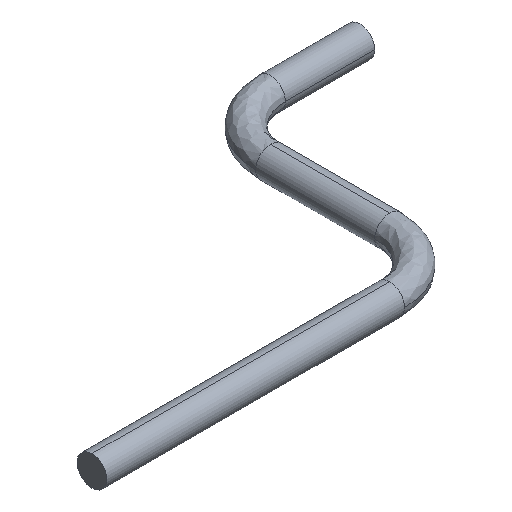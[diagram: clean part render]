
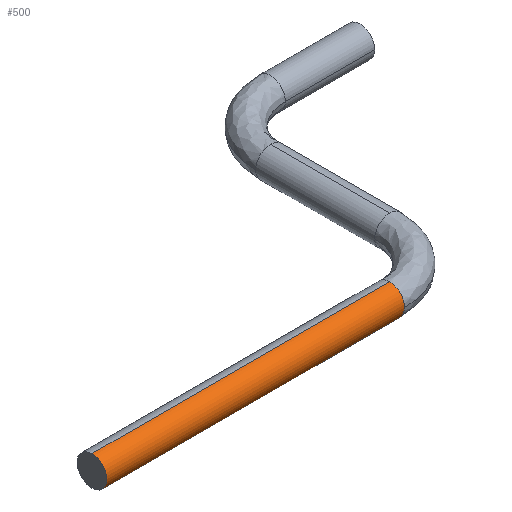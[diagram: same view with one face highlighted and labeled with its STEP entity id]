
A CAD part, isometric view. The second image highlights one B-rep face of the part: STEP entity #500.
In plain terms, the highlighted cylindrical face has radius 2.5 mm (diameter 5 mm), a partial arc.
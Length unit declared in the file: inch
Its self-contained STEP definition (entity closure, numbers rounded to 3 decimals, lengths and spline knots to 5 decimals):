
#4 = DIRECTION ( 'NONE',  ( 0., 0., -1. ) ) ;
#5 = VERTEX_POINT ( 'NONE', #203 ) ;
#16 = CARTESIAN_POINT ( 'NONE',  ( 0., 0., -0.09843 ) ) ;
#17 = AXIS2_PLACEMENT_3D ( 'NONE', #51, #414, #111 ) ;
#27 = ORIENTED_EDGE ( 'NONE', *, *, #502, .T. ) ;
#33 = FACE_OUTER_BOUND ( 'NONE', #60, .T. ) ;
#46 = CARTESIAN_POINT ( 'NONE',  ( 1.9685, 0., -0.09843 ) ) ;
#51 = CARTESIAN_POINT ( 'NONE',  ( 0., 0., 0. ) ) ;
#55 = AXIS2_PLACEMENT_3D ( 'NONE', #635, #310, #4 ) ;
#60 = EDGE_LOOP ( 'NONE', ( #142, #64, #92, #27, #177 ) ) ;
#64 = ORIENTED_EDGE ( 'NONE', *, *, #398, .T. ) ;
#86 = VECTOR ( 'NONE', #173, 39.37008 ) ;
#92 = ORIENTED_EDGE ( 'NONE', *, *, #496, .T. ) ;
#111 = DIRECTION ( 'NONE',  ( 0., 0., -1. ) ) ;
#114 = CYLINDRICAL_SURFACE ( 'NONE', #532, 0.09843 ) ;
#142 = ORIENTED_EDGE ( 'NONE', *, *, #612, .F. ) ;
#173 = DIRECTION ( 'NONE',  ( 1., 0., 0. ) ) ;
#177 = ORIENTED_EDGE ( 'NONE', *, *, #430, .T. ) ;
#203 = CARTESIAN_POINT ( 'NONE',  ( 1.9685, 0., 0.09843 ) ) ;
#207 = CARTESIAN_POINT ( 'NONE',  ( 0., 0., 0.09843 ) ) ;
#246 = CIRCLE ( 'NONE', #499, 0.09843 ) ;
#249 = CIRCLE ( 'NONE', #55, 0.09843 ) ;
#282 = DIRECTION ( 'NONE',  ( -1., 0., 0. ) ) ;
#304 = CARTESIAN_POINT ( 'NONE',  ( 0., 0., -0.09843 ) ) ;
#310 = DIRECTION ( 'NONE',  ( -1., 0., 0. ) ) ;
#354 = LINE ( 'NONE', #489, #86 ) ;
#388 = DIRECTION ( 'NONE',  ( 0., 0., -1. ) ) ;
#390 = VERTEX_POINT ( 'NONE', #46 ) ;
#398 = EDGE_CURVE ( 'NONE', #400, #615, #531, .T. ) ;
#400 = VERTEX_POINT ( 'NONE', #207 ) ;
#414 = DIRECTION ( 'NONE',  ( 1., 0., 0. ) ) ;
#430 = EDGE_CURVE ( 'NONE', #456, #5, #249, .T. ) ;
#452 = LINE ( 'NONE', #304, #596 ) ;
#456 = VERTEX_POINT ( 'NONE', #523 ) ;
#470 = DIRECTION ( 'NONE',  ( 1., 0., 0. ) ) ;
#489 = CARTESIAN_POINT ( 'NONE',  ( 0., 0., 0.09843 ) ) ;
#496 = EDGE_CURVE ( 'NONE', #615, #390, #452, .T. ) ;
#499 = AXIS2_PLACEMENT_3D ( 'NONE', #604, #282, #658 ) ;
#500 = ADVANCED_FACE ( 'NONE', ( #33 ), #114, .T. ) ;
#502 = EDGE_CURVE ( 'NONE', #390, #456, #246, .T. ) ;
#516 = CARTESIAN_POINT ( 'NONE',  ( 0., 0., 0. ) ) ;
#523 = CARTESIAN_POINT ( 'NONE',  ( 1.9685, -0.09843, 0. ) ) ;
#531 = CIRCLE ( 'NONE', #17, 0.09843 ) ;
#532 = AXIS2_PLACEMENT_3D ( 'NONE', #516, #470, #388 ) ;
#596 = VECTOR ( 'NONE', #626, 39.37008 ) ;
#604 = CARTESIAN_POINT ( 'NONE',  ( 1.9685, 0., 0. ) ) ;
#612 = EDGE_CURVE ( 'NONE', #400, #5, #354, .T. ) ;
#615 = VERTEX_POINT ( 'NONE', #16 ) ;
#626 = DIRECTION ( 'NONE',  ( 1., 0., 0. ) ) ;
#635 = CARTESIAN_POINT ( 'NONE',  ( 1.9685, 0., 0. ) ) ;
#658 = DIRECTION ( 'NONE',  ( 0., 0., -1. ) ) ;
